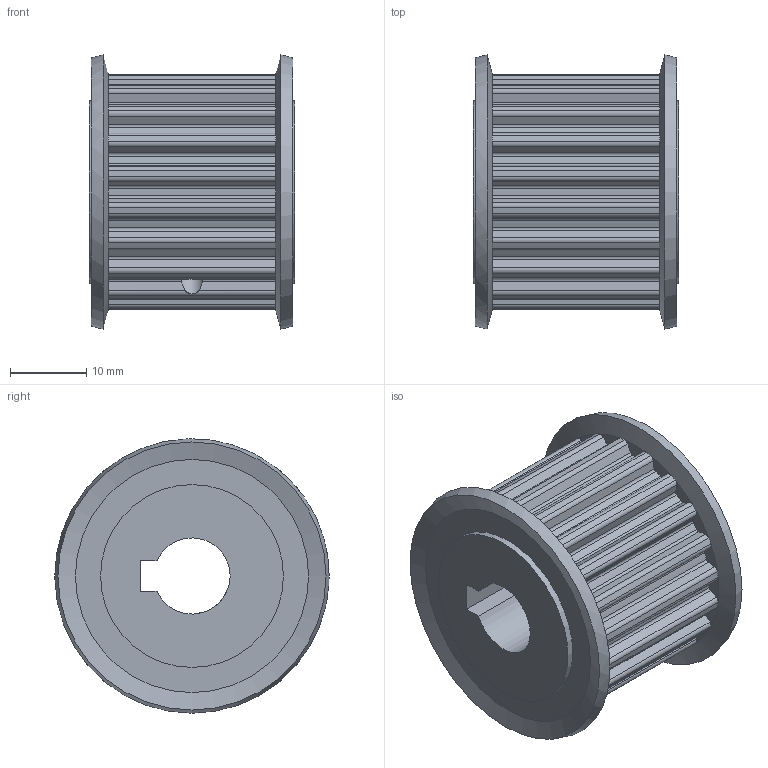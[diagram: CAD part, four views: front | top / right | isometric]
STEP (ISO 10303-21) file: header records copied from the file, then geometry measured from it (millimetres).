
FILE_DESCRIPTION(/* description */ ('STEP AP203'),/* implementation_level */ '2;1');
FILE_NAME(/* name */ 'C-TTPA20T5200-A-NK10',/* time_stamp */ '2023-11-26T05:26:44+01:00',/* author */ ('License CC BY-ND 4.0'),/* organization */ ('CADENAS'),/* preprocessor_version */ 'ST-DEVELOPER v19.3',/* originating_system */ 'PARTsolutions',/* authorisation */ ' ');
FILE_SCHEMA (('CONFIG_CONTROL_DESIGN'));
Length unit declared in the file: millimetre
Products named in the file (1): C-TTPA20T5200-A-NK10
Bounding box: 27 x 36 x 36 mm (x, y, z)
Volume: 16310.9 mm3; surface area: 7053.2 mm2
Topology: 1 solids, 1 shells, 228 faces, 594 edges, 368 vertices
Faces by surface type: cylinder 131, plane 91, cone 6
Full cylindrical faces by diameter (mm): 3.242 x2, 24 x2
Entity records: 7019 total; most frequent: DIRECTION 1322, CARTESIAN_POINT 1243, ORIENTED_EDGE 1160, EDGE_CURVE 580, AXIS2_PLACEMENT_3D 530, VERTEX_POINT 364, CIRCLE 293, LINE 262
